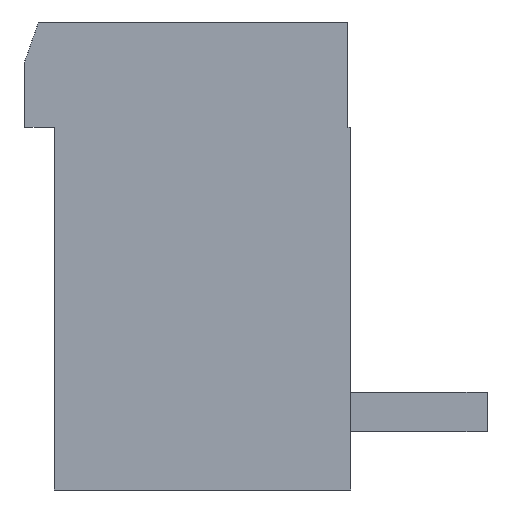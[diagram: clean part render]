
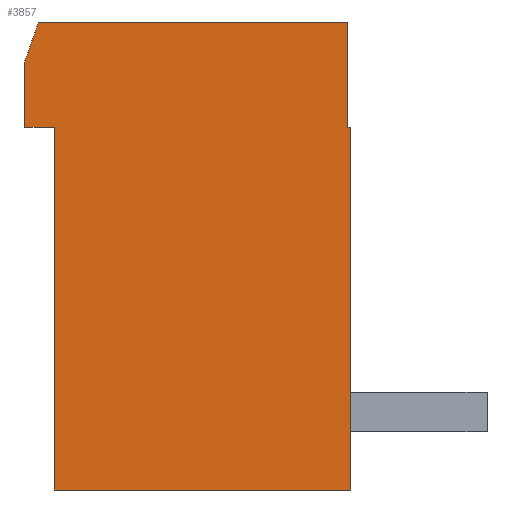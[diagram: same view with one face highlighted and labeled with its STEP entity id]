
A CAD part, left-side view. The second image highlights one B-rep face of the part: STEP entity #3857.
In plain terms, the highlighted planar face has unit normal (-1, 0, 0).
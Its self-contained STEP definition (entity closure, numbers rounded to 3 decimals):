
#72=DIRECTION('',(0.,-1.,0.));
#73=VECTOR('',#72,7.93);
#74=CARTESIAN_POINT('',(-26.31,4.15,0.));
#75=LINE('',#74,#73);
#76=DIRECTION('',(0.,0.,-1.));
#77=VECTOR('',#76,2.7);
#78=CARTESIAN_POINT('',(-26.31,-3.78,0.));
#79=LINE('',#78,#77);
#80=DIRECTION('',(0.,-1.,0.));
#81=VECTOR('',#80,0.07);
#82=CARTESIAN_POINT('',(-26.31,-3.78,-2.7));
#83=LINE('',#82,#81);
#84=DIRECTION('',(0.,0.,-1.));
#85=VECTOR('',#84,9.3);
#86=CARTESIAN_POINT('',(-26.31,-3.85,-2.7));
#87=LINE('',#86,#85);
#88=DIRECTION('',(0.,1.,0.));
#89=VECTOR('',#88,7.6);
#90=CARTESIAN_POINT('',(-26.31,-3.85,-12.));
#91=LINE('',#90,#89);
#92=DIRECTION('',(0.,0.,1.));
#93=VECTOR('',#92,9.3);
#94=CARTESIAN_POINT('',(-26.31,3.75,-12.));
#95=LINE('',#94,#93);
#96=DIRECTION('',(0.,1.,0.));
#97=VECTOR('',#96,0.75);
#98=CARTESIAN_POINT('',(-26.31,3.75,-2.7));
#99=LINE('',#98,#97);
#100=DIRECTION('',(0.,0.,1.));
#101=VECTOR('',#100,1.7);
#102=CARTESIAN_POINT('',(-26.31,4.5,-2.7));
#103=LINE('',#102,#101);
#104=DIRECTION('',(0.,-0.33,0.944));
#105=VECTOR('',#104,1.059);
#106=CARTESIAN_POINT('',(-26.31,4.5,-1.));
#107=LINE('',#106,#105);
#2932=CARTESIAN_POINT('',(-26.31,4.15,0.));
#2933=CARTESIAN_POINT('',(-26.31,-3.78,0.));
#2934=VERTEX_POINT('',#2932);
#2935=VERTEX_POINT('',#2933);
#2936=CARTESIAN_POINT('',(-26.31,-3.78,-2.7));
#2937=VERTEX_POINT('',#2936);
#2938=CARTESIAN_POINT('',(-26.31,-3.85,-2.7));
#2939=VERTEX_POINT('',#2938);
#2940=CARTESIAN_POINT('',(-26.31,-3.85,-12.));
#2941=VERTEX_POINT('',#2940);
#2942=CARTESIAN_POINT('',(-26.31,3.75,-12.));
#2943=VERTEX_POINT('',#2942);
#2944=CARTESIAN_POINT('',(-26.31,3.75,-2.7));
#2945=VERTEX_POINT('',#2944);
#2946=CARTESIAN_POINT('',(-26.31,4.5,-2.7));
#2947=VERTEX_POINT('',#2946);
#2948=CARTESIAN_POINT('',(-26.31,4.5,-1.));
#2949=VERTEX_POINT('',#2948);
#3832=CARTESIAN_POINT('',(-26.31,0.,0.));
#3833=DIRECTION('',(1.,0.,0.));
#3834=DIRECTION('',(0.,0.,-1.));
#3835=AXIS2_PLACEMENT_3D('',#3832,#3833,#3834);
#3836=PLANE('',#3835);
#3838=ORIENTED_EDGE('',*,*,#3837,.T.);
#3840=ORIENTED_EDGE('',*,*,#3839,.T.);
#3842=ORIENTED_EDGE('',*,*,#3841,.T.);
#3844=ORIENTED_EDGE('',*,*,#3843,.T.);
#3846=ORIENTED_EDGE('',*,*,#3845,.T.);
#3848=ORIENTED_EDGE('',*,*,#3847,.T.);
#3850=ORIENTED_EDGE('',*,*,#3849,.T.);
#3852=ORIENTED_EDGE('',*,*,#3851,.T.);
#3854=ORIENTED_EDGE('',*,*,#3853,.T.);
#3855=EDGE_LOOP('',(#3838,#3840,#3842,#3844,#3846,#3848,#3850,#3852,#3854));
#3856=FACE_OUTER_BOUND('',#3855,.F.);
#3857=ADVANCED_FACE('',(#3856),#3836,.F.);
#3837=EDGE_CURVE('',#2934,#2935,#75,.T.);
#3839=EDGE_CURVE('',#2935,#2937,#79,.T.);
#3841=EDGE_CURVE('',#2937,#2939,#83,.T.);
#3843=EDGE_CURVE('',#2939,#2941,#87,.T.);
#3845=EDGE_CURVE('',#2941,#2943,#91,.T.);
#3847=EDGE_CURVE('',#2943,#2945,#95,.T.);
#3849=EDGE_CURVE('',#2945,#2947,#99,.T.);
#3851=EDGE_CURVE('',#2947,#2949,#103,.T.);
#3853=EDGE_CURVE('',#2949,#2934,#107,.T.);
